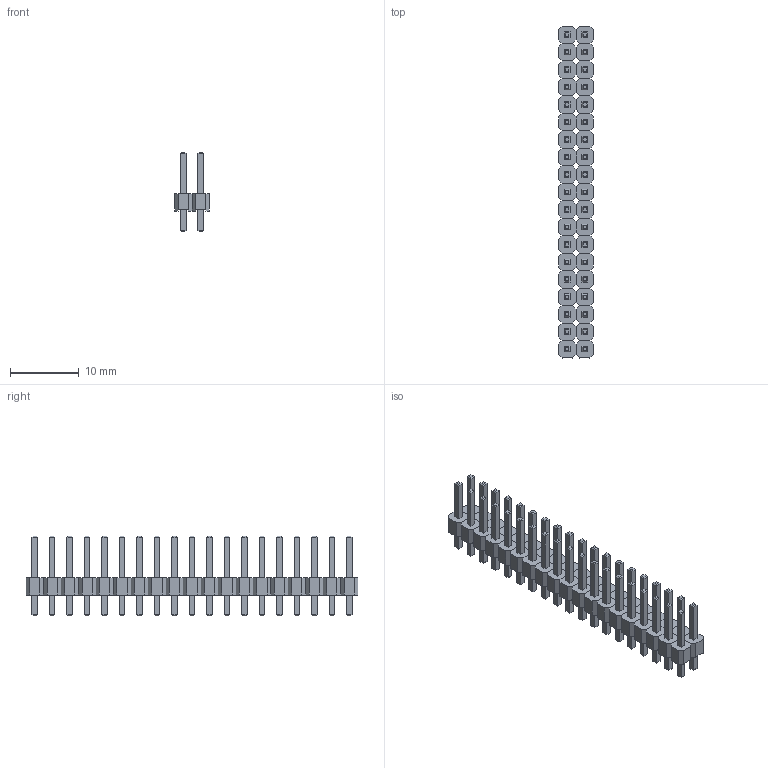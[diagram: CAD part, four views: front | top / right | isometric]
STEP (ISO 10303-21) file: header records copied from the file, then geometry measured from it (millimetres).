
FILE_DESCRIPTION(('FreeCAD Model'),'2;1');
FILE_NAME('2x19.stp', '2015-04-12T19:02:21',('FreeCAD'),('FreeCAD'), 'Open CASCADE STEP processor 6.7','FreeCAD','Unknown');
FILE_SCHEMA(('AUTOMOTIVE_DESIGN_CC2 { 1 2 10303 214 -1 1 5 4 }'));
Length unit declared in the file: millimetre
Products named in the file (2): Array; Array001
Bounding box: 5.08 x 48.26 x 11.54 mm (x, y, z)
Volume: 762.9 mm3; surface area: 2991.7 mm2
Topology: 76 solids, 76 shells, 1216 faces, 2736 edges, 1672 vertices
Faces by surface type: plane 1216
Entity records: 68430 total; most frequent: CARTESIAN_POINT 11477, DIRECTION 10262, LINE 7828, VECTOR 7828, ORIENTED_EDGE 5472, PCURVE 5472, DEFINITIONAL_REPRESENTATION 5472, EDGE_CURVE 2736
